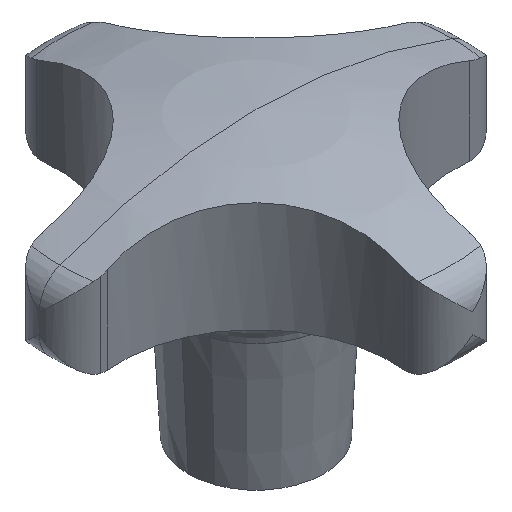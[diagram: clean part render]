
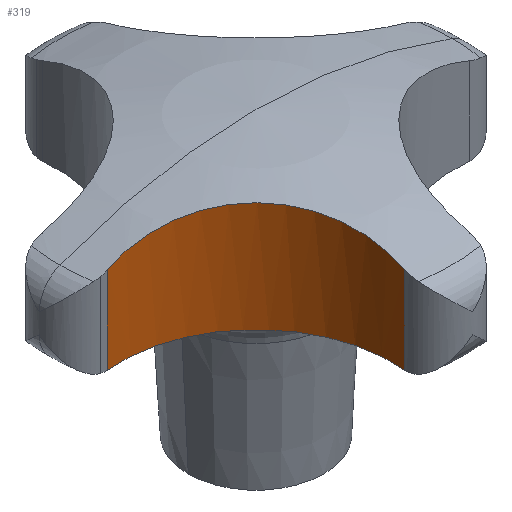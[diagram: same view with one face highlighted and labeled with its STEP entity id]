
A CAD part, isometric view. The second image highlights one B-rep face of the part: STEP entity #319.
In plain terms, the highlighted cylindrical face has radius 25 mm (diameter 50 mm), a partial arc.
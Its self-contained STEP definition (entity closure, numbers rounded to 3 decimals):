
#279=VERTEX_POINT('',#709);
#319=ADVANCED_FACE('',(#751),#752,.F.);
#361=EDGE_CURVE('',#525,#413,#799,.T.);
#371=EDGE_CURVE('',#413,#437,#809,.T.);
#413=VERTEX_POINT('',#854);
#423=EDGE_CURVE('',#437,#587,#864,.T.);
#437=VERTEX_POINT('',#878);
#439=EDGE_CURVE('',#525,#279,#880,.T.);
#447=EDGE_CURVE('',#557,#279,#888,.T.);
#525=VERTEX_POINT('',#976);
#549=EDGE_CURVE('',#587,#557,#1001,.T.);
#557=VERTEX_POINT('',#1010);
#587=VERTEX_POINT('',#1042);
#709=CARTESIAN_POINT('',(-5.969,-33.388,46.072));
#751=FACE_OUTER_BOUND('',#1330,.T.);
#752=CYLINDRICAL_SURFACE('',#1331,25.);
#799=CIRCLE('',#1480,25.);
#809=B_SPLINE_CURVE_WITH_KNOTS('',3,(#1509,#1510,#1511,#1512,#1513,#1514,#1515,#1516,#1517,#1518,#1519,#1520,#1521,#1522,#1523,#1524,#1525,#1526),.UNSPECIFIED.,.F.,.F.,(4,2,2,2,2,2,2,2,4),(-12.134,-10.113,-8.947,-7.967,-7.377,-6.852,-6.196,-5.191,-2.23),.UNSPECIFIED.);
#854=CARTESIAN_POINT('',(-9.975,-17.064,30.0));
#864=CIRCLE('',#1655,25.);
#878=CARTESIAN_POINT('',(-17.064,-9.975,30.0));
#880=LINE('',#1674,#1675);
#888=B_SPLINE_CURVE_WITH_KNOTS('',3,(#1685,#1686,#1687,#1688,#1689,#1690,#1691,#1692,#1693,#1694,#1695,#1696,#1697,#1698,#1699,#1700,#1701,#1702,#1703,#1704,#1705,#1706,#1707,#1708,#1709,#1710,#1711,#1712,#1713,#1714,#1715,#1716,#1717,#1718,#1719,#1720,#1721,#1722),.UNSPECIFIED.,.F.,.F.,(4,2,2,2,2,2,2,2,2,2,2,2,2,2,2,2,2,2,4),(38.977,41.489,44.,46.512,49.024,51.535,54.047,56.559,59.07,61.56,64.05,66.539,69.029,71.518,74.008,76.497,78.987,81.64,82.785),.UNSPECIFIED.);
#976=CARTESIAN_POINT('',(-5.969,-33.388,30.0));
#1001=LINE('',#1928,#1929);
#1010=CARTESIAN_POINT('',(-33.388,-5.969,46.072));
#1042=CARTESIAN_POINT('',(-33.388,-5.969,30.0));
#1330=EDGE_LOOP('',(#2293,#2294,#2295,#2296,#2297,#2298));
#1331=AXIS2_PLACEMENT_3D('',#2299,#2300,#2301);
#1480=AXIS2_PLACEMENT_3D('',#2356,#2357,#2358);
#1509=CARTESIAN_POINT('',(-9.975,-17.064,30.0));
#1510=CARTESIAN_POINT('',(-10.352,-16.493,30.0));
#1511=CARTESIAN_POINT('',(-10.754,-15.936,29.978));
#1512=CARTESIAN_POINT('',(-11.425,-15.082,29.941));
#1513=CARTESIAN_POINT('',(-11.678,-14.775,29.927));
#1514=CARTESIAN_POINT('',(-12.157,-14.221,29.906));
#1515=CARTESIAN_POINT('',(-12.381,-13.973,29.898));
#1516=CARTESIAN_POINT('',(-12.748,-13.582,29.891));
#1517=CARTESIAN_POINT('',(-12.888,-13.436,29.889));
#1518=CARTESIAN_POINT('',(-13.156,-13.165,29.888));
#1519=CARTESIAN_POINT('',(-13.283,-13.038,29.888));
#1520=CARTESIAN_POINT('',(-13.572,-12.757,29.891));
#1521=CARTESIAN_POINT('',(-13.735,-12.603,29.893));
#1522=CARTESIAN_POINT('',(-14.153,-12.218,29.904));
#1523=CARTESIAN_POINT('',(-14.41,-11.991,29.913));
#1524=CARTESIAN_POINT('',(-15.443,-11.116,29.954));
#1525=CARTESIAN_POINT('',(-16.239,-10.52,30.0));
#1526=CARTESIAN_POINT('',(-17.064,-9.975,30.0));
#1655=AXIS2_PLACEMENT_3D('',#2410,#2411,#2412);
#1674=CARTESIAN_POINT('',(-5.969,-33.388,0.));
#1675=VECTOR('',#2423,1.0);
#1685=CARTESIAN_POINT('',(-33.388,-5.969,46.072));
#1686=CARTESIAN_POINT('',(-32.604,-5.888,46.356));
#1687=CARTESIAN_POINT('',(-31.799,-5.843,46.633));
#1688=CARTESIAN_POINT('',(-30.162,-5.834,47.168));
#1689=CARTESIAN_POINT('',(-29.33,-5.87,47.426));
#1690=CARTESIAN_POINT('',(-27.656,-6.028,47.915));
#1691=CARTESIAN_POINT('',(-26.813,-6.15,48.146));
#1692=CARTESIAN_POINT('',(-25.134,-6.483,48.577));
#1693=CARTESIAN_POINT('',(-24.297,-6.694,48.776));
#1694=CARTESIAN_POINT('',(-22.645,-7.203,49.14));
#1695=CARTESIAN_POINT('',(-21.829,-7.502,49.304));
#1696=CARTESIAN_POINT('',(-20.232,-8.183,49.593));
#1697=CARTESIAN_POINT('',(-19.452,-8.565,49.719));
#1698=CARTESIAN_POINT('',(-17.94,-9.405,49.931));
#1699=CARTESIAN_POINT('',(-17.209,-9.863,50.017));
#1700=CARTESIAN_POINT('',(-15.808,-10.843,50.149));
#1701=CARTESIAN_POINT('',(-15.139,-11.365,50.196));
#1702=CARTESIAN_POINT('',(-13.877,-12.453,50.25));
#1703=CARTESIAN_POINT('',(-13.267,-13.035,50.259));
#1704=CARTESIAN_POINT('',(-12.098,-14.269,50.238));
#1705=CARTESIAN_POINT('',(-11.54,-14.922,50.208));
#1706=CARTESIAN_POINT('',(-10.49,-16.289,50.109));
#1707=CARTESIAN_POINT('',(-9.998,-17.003,50.039));
#1708=CARTESIAN_POINT('',(-9.089,-18.48,49.86));
#1709=CARTESIAN_POINT('',(-8.674,-19.242,49.751));
#1710=CARTESIAN_POINT('',(-7.925,-20.802,49.495));
#1711=CARTESIAN_POINT('',(-7.592,-21.599,49.348));
#1712=CARTESIAN_POINT('',(-7.014,-23.215,49.019));
#1713=CARTESIAN_POINT('',(-6.768,-24.033,48.837));
#1714=CARTESIAN_POINT('',(-6.364,-25.672,48.443));
#1715=CARTESIAN_POINT('',(-6.205,-26.493,48.231));
#1716=CARTESIAN_POINT('',(-5.973,-28.122,47.782));
#1717=CARTESIAN_POINT('',(-5.899,-28.93,47.546));
#1718=CARTESIAN_POINT('',(-5.826,-30.566,47.04));
#1719=CARTESIAN_POINT('',(-5.83,-31.421,46.761));
#1720=CARTESIAN_POINT('',(-5.901,-32.648,46.337));
#1721=CARTESIAN_POINT('',(-5.931,-33.018,46.206));
#1722=CARTESIAN_POINT('',(-5.969,-33.388,46.072));
#1928=CARTESIAN_POINT('',(-33.388,-5.969,0.));
#1929=VECTOR('',#2578,1.0);
#2293=ORIENTED_EDGE('',*,*,#447,.F.);
#2294=ORIENTED_EDGE('',*,*,#549,.F.);
#2295=ORIENTED_EDGE('',*,*,#423,.F.);
#2296=ORIENTED_EDGE('',*,*,#371,.F.);
#2297=ORIENTED_EDGE('',*,*,#361,.F.);
#2298=ORIENTED_EDGE('',*,*,#439,.T.);
#2299=CARTESIAN_POINT('',(-30.838,-30.838,0.));
#2300=DIRECTION('',(0.,0.,-1.0));
#2301=DIRECTION('',(-0.102,0.995,0.));
#2356=CARTESIAN_POINT('',(-30.838,-30.838,30.0));
#2357=DIRECTION('',(0.,0.,1.0));
#2358=DIRECTION('',(-0.102,0.995,0.));
#2410=CARTESIAN_POINT('',(-30.838,-30.838,30.0));
#2411=DIRECTION('',(0.,0.,1.0));
#2412=DIRECTION('',(-0.102,0.995,0.));
#2423=DIRECTION('',(0.0,0.,1.0));
#2578=DIRECTION('',(0.0,0.,1.0));
